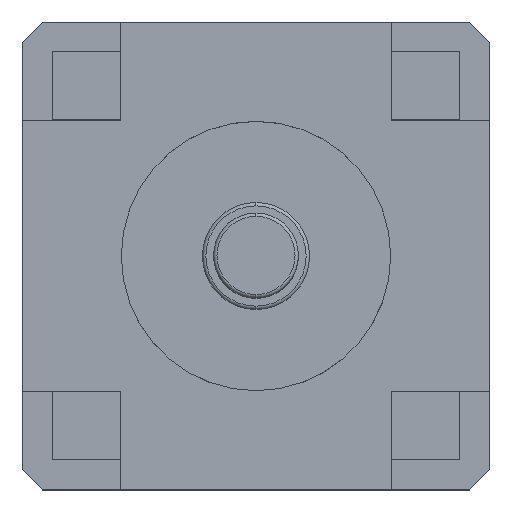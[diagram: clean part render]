
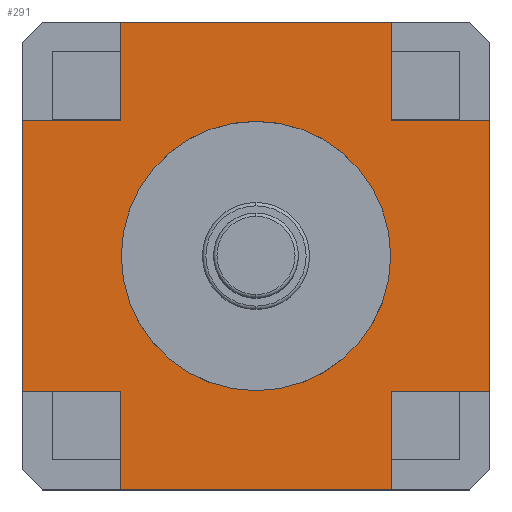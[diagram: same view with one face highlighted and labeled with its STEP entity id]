
A CAD part, top view. The second image highlights one B-rep face of the part: STEP entity #291.
In plain terms, the highlighted planar face has unit normal (0, 0, 1).
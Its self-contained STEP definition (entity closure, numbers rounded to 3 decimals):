
#291=ADVANCED_FACE('',(#622,#623),#624,.T.);
#622=FACE_OUTER_BOUND('',#993,.T.);
#623=FACE_BOUND('',#994,.T.);
#624=PLANE('',#995);
#993=EDGE_LOOP('',(#2064,#2065,#2066,#2067,#2068,#2069,#2070,#2071,#2072,#2073,#2074,#2075));
#994=EDGE_LOOP('',(#2076,#2077));
#995=AXIS2_PLACEMENT_3D('',#2078,#2079,#2080);
#2064=ORIENTED_EDGE('',*,*,#2798,.T.);
#2065=ORIENTED_EDGE('',*,*,#2756,.F.);
#2066=ORIENTED_EDGE('',*,*,#2753,.F.);
#2067=ORIENTED_EDGE('',*,*,#2799,.T.);
#2068=ORIENTED_EDGE('',*,*,#2791,.T.);
#2069=ORIENTED_EDGE('',*,*,#2795,.T.);
#2070=ORIENTED_EDGE('',*,*,#2800,.T.);
#2071=ORIENTED_EDGE('',*,*,#2769,.F.);
#2072=ORIENTED_EDGE('',*,*,#2766,.F.);
#2073=ORIENTED_EDGE('',*,*,#2801,.T.);
#2074=ORIENTED_EDGE('',*,*,#2778,.T.);
#2075=ORIENTED_EDGE('',*,*,#2782,.T.);
#2076=ORIENTED_EDGE('',*,*,#2802,.F.);
#2077=ORIENTED_EDGE('',*,*,#2590,.F.);
#2078=CARTESIAN_POINT('',(0.0,0.0,1.1));
#2079=DIRECTION('',(0.0,0.0,1.0));
#2080=DIRECTION('',(1.0,0.0,0.0));
#2590=EDGE_CURVE('',#3065,#3068,#3069,.T.);
#2753=EDGE_CURVE('',#3315,#3317,#3318,.T.);
#2756=EDGE_CURVE('',#3317,#3321,#3322,.T.);
#2766=EDGE_CURVE('',#3335,#3337,#3338,.T.);
#2769=EDGE_CURVE('',#3337,#3341,#3342,.T.);
#2778=EDGE_CURVE('',#3355,#3356,#3357,.T.);
#2782=EDGE_CURVE('',#3356,#3361,#3362,.T.);
#2791=EDGE_CURVE('',#3375,#3376,#3377,.T.);
#2795=EDGE_CURVE('',#3376,#3381,#3382,.T.);
#2798=EDGE_CURVE('',#3361,#3321,#3385,.T.);
#2799=EDGE_CURVE('',#3315,#3375,#3386,.T.);
#2800=EDGE_CURVE('',#3381,#3341,#3387,.T.);
#2801=EDGE_CURVE('',#3335,#3355,#3388,.T.);
#2802=EDGE_CURVE('',#3068,#3065,#3389,.T.);
#3065=VERTEX_POINT('',#6381);
#3068=VERTEX_POINT('',#6385);
#3069=CIRCLE('',#6386,2.015);
#3315=VERTEX_POINT('',#6809);
#3317=VERTEX_POINT('',#6812);
#3318=LINE('',#6813,#6814);
#3321=VERTEX_POINT('',#6818);
#3322=LINE('',#6819,#6820);
#3335=VERTEX_POINT('',#6839);
#3337=VERTEX_POINT('',#6842);
#3338=LINE('',#6843,#6844);
#3341=VERTEX_POINT('',#6848);
#3342=LINE('',#6849,#6850);
#3355=VERTEX_POINT('',#6869);
#3356=VERTEX_POINT('',#6870);
#3357=LINE('',#6871,#6872);
#3361=VERTEX_POINT('',#6878);
#3362=LINE('',#6879,#6880);
#3375=VERTEX_POINT('',#6899);
#3376=VERTEX_POINT('',#6900);
#3377=LINE('',#6901,#6902);
#3381=VERTEX_POINT('',#6908);
#3382=LINE('',#6909,#6910);
#3385=LINE('',#6914,#6915);
#3386=LINE('',#6916,#6917);
#3387=LINE('',#6918,#6919);
#3388=LINE('',#6920,#6921);
#3389=CIRCLE('',#6922,2.015);
#6381=CARTESIAN_POINT('',(-2.015,0.,1.1));
#6385=CARTESIAN_POINT('',(2.015,0.0,1.1));
#6386=AXIS2_PLACEMENT_3D('',#7603,#7604,#7605);
#6809=CARTESIAN_POINT('',(-3.5,2.03,1.1));
#6812=CARTESIAN_POINT('',(-2.03,2.03,1.1));
#6813=CARTESIAN_POINT('',(-2.03,2.03,1.1));
#6814=VECTOR('',#7829,1000.0);
#6818=CARTESIAN_POINT('',(-2.03,3.5,1.1));
#6819=CARTESIAN_POINT('',(-2.03,3.5,1.1));
#6820=VECTOR('',#7831,1000.0);
#6839=CARTESIAN_POINT('',(3.5,-2.03,1.1));
#6842=CARTESIAN_POINT('',(2.03,-2.03,1.1));
#6843=CARTESIAN_POINT('',(2.03,-2.03,1.1));
#6844=VECTOR('',#7839,1000.0);
#6848=CARTESIAN_POINT('',(2.03,-3.5,1.1));
#6849=CARTESIAN_POINT('',(2.03,-3.5,1.1));
#6850=VECTOR('',#7841,1000.0);
#6869=CARTESIAN_POINT('',(3.5,2.03,1.1));
#6870=CARTESIAN_POINT('',(2.03,2.03,1.1));
#6871=CARTESIAN_POINT('',(2.03,2.03,1.1));
#6872=VECTOR('',#7848,1000.0);
#6878=CARTESIAN_POINT('',(2.03,3.5,1.1));
#6879=CARTESIAN_POINT('',(2.03,3.5,1.1));
#6880=VECTOR('',#7851,1000.0);
#6899=CARTESIAN_POINT('',(-3.5,-2.03,1.1));
#6900=CARTESIAN_POINT('',(-2.03,-2.03,1.1));
#6901=CARTESIAN_POINT('',(-2.03,-2.03,1.1));
#6902=VECTOR('',#7858,1000.0);
#6908=CARTESIAN_POINT('',(-2.03,-3.5,1.1));
#6909=CARTESIAN_POINT('',(-2.03,-3.5,1.1));
#6910=VECTOR('',#7861,1000.0);
#6914=CARTESIAN_POINT('',(3.5,3.5,1.1));
#6915=VECTOR('',#7863,1000.0);
#6916=CARTESIAN_POINT('',(-3.5,3.5,1.1));
#6917=VECTOR('',#7864,1000.0);
#6918=CARTESIAN_POINT('',(-3.5,-3.5,1.1));
#6919=VECTOR('',#7865,1000.0);
#6920=CARTESIAN_POINT('',(3.5,-3.5,1.1));
#6921=VECTOR('',#7866,1000.0);
#6922=AXIS2_PLACEMENT_3D('',#7867,#7868,#7869);
#7603=CARTESIAN_POINT('',(0.0,0.0,1.1));
#7604=DIRECTION('',(0.0,0.0,1.0));
#7605=DIRECTION('',(1.0,0.0,0.0));
#7829=DIRECTION('',(1.0,0.,0.0));
#7831=DIRECTION('',(0.,1.0,0.0));
#7839=DIRECTION('',(-1.0,0.0,0.0));
#7841=DIRECTION('',(0.0,-1.0,0.0));
#7848=DIRECTION('',(-1.0,0.0,0.0));
#7851=DIRECTION('',(0.,1.0,0.0));
#7858=DIRECTION('',(1.0,0.0,0.0));
#7861=DIRECTION('',(0.0,-1.0,0.0));
#7863=DIRECTION('',(-1.0,0.0,0.0));
#7864=DIRECTION('',(0.0,-1.0,0.0));
#7865=DIRECTION('',(1.0,0.0,0.0));
#7866=DIRECTION('',(0.0,1.0,0.0));
#7867=CARTESIAN_POINT('',(0.0,0.0,1.1));
#7868=DIRECTION('',(0.0,0.0,1.0));
#7869=DIRECTION('',(1.0,0.0,0.0));
